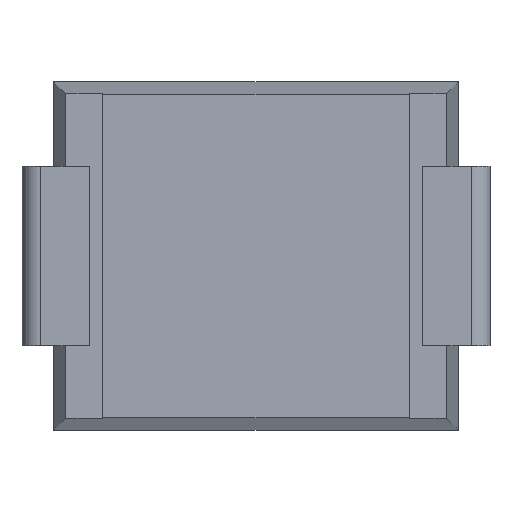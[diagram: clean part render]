
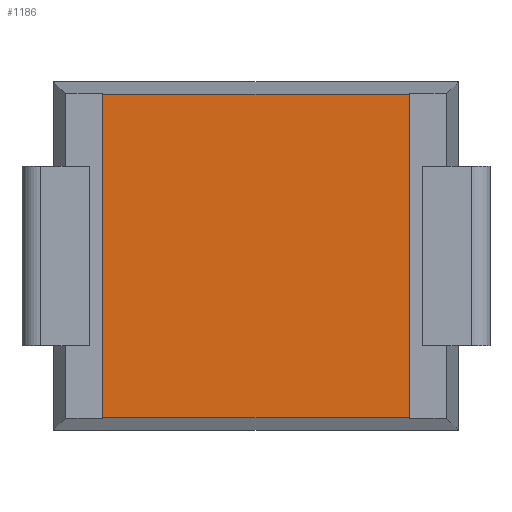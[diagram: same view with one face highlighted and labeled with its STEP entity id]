
A CAD part, front view. The second image highlights one B-rep face of the part: STEP entity #1186.
In plain terms, the highlighted planar face has unit normal (0, -1, 0).
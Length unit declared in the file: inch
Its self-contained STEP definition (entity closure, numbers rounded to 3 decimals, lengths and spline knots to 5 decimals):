
#5 = ORIENTED_EDGE ( 'NONE', *, *, #638, .T. ) ;
#42 = VECTOR ( 'NONE', #1250, 39.37008 ) ;
#87 = VERTEX_POINT ( 'NONE', #157 ) ;
#120 = DIRECTION ( 'NONE',  ( 0., 0., 1. ) ) ;
#157 = CARTESIAN_POINT ( 'NONE',  ( -0.10243, -0.0475, 0.10787 ) ) ;
#159 = ORIENTED_EDGE ( 'NONE', *, *, #198, .F. ) ;
#198 = EDGE_CURVE ( 'NONE', #996, #297, #353, .T. ) ;
#230 = EDGE_CURVE ( 'NONE', #87, #297, #702, .T. ) ;
#239 = ORIENTED_EDGE ( 'NONE', *, *, #230, .T. ) ;
#250 = FACE_OUTER_BOUND ( 'NONE', #920, .T. ) ;
#297 = VERTEX_POINT ( 'NONE', #442 ) ;
#311 = DIRECTION ( 'NONE',  ( 0., 1., 0. ) ) ;
#353 = LINE ( 'NONE', #500, #867 ) ;
#413 = CARTESIAN_POINT ( 'NONE',  ( 0., -0.0475, 0. ) ) ;
#442 = CARTESIAN_POINT ( 'NONE',  ( -0.10243, -0.0475, -0.10787 ) ) ;
#483 = LINE ( 'NONE', #942, #42 ) ;
#500 = CARTESIAN_POINT ( 'NONE',  ( 0., -0.0475, -0.10787 ) ) ;
#638 = EDGE_CURVE ( 'NONE', #996, #1214, #991, .T. ) ;
#702 = LINE ( 'NONE', #950, #899 ) ;
#848 = VECTOR ( 'NONE', #120, 39.37008 ) ;
#855 = ORIENTED_EDGE ( 'NONE', *, *, #1241, .F. ) ;
#867 = VECTOR ( 'NONE', #1315, 39.37008 ) ;
#899 = VECTOR ( 'NONE', #1248, 39.37008 ) ;
#920 = EDGE_LOOP ( 'NONE', ( #855, #239, #159, #5 ) ) ;
#942 = CARTESIAN_POINT ( 'NONE',  ( 0., -0.0475, 0.10787 ) ) ;
#950 = CARTESIAN_POINT ( 'NONE',  ( -0.10243, -0.0475, 0. ) ) ;
#991 = LINE ( 'NONE', #1120, #848 ) ;
#996 = VERTEX_POINT ( 'NONE', #1187 ) ;
#1018 = PLANE ( 'NONE',  #1035 ) ;
#1035 = AXIS2_PLACEMENT_3D ( 'NONE', #413, #311, #1114 ) ;
#1114 = DIRECTION ( 'NONE',  ( 0., 0., 1. ) ) ;
#1120 = CARTESIAN_POINT ( 'NONE',  ( 0.10243, -0.0475, 0. ) ) ;
#1186 = ADVANCED_FACE ( 'NONE', ( #250 ), #1018, .F. ) ;
#1187 = CARTESIAN_POINT ( 'NONE',  ( 0.10243, -0.0475, -0.10787 ) ) ;
#1214 = VERTEX_POINT ( 'NONE', #1217 ) ;
#1217 = CARTESIAN_POINT ( 'NONE',  ( 0.10243, -0.0475, 0.10787 ) ) ;
#1241 = EDGE_CURVE ( 'NONE', #87, #1214, #483, .T. ) ;
#1248 = DIRECTION ( 'NONE',  ( 0., 0., -1. ) ) ;
#1250 = DIRECTION ( 'NONE',  ( 1., 0., 0. ) ) ;
#1315 = DIRECTION ( 'NONE',  ( -1., 0., 0. ) ) ;
